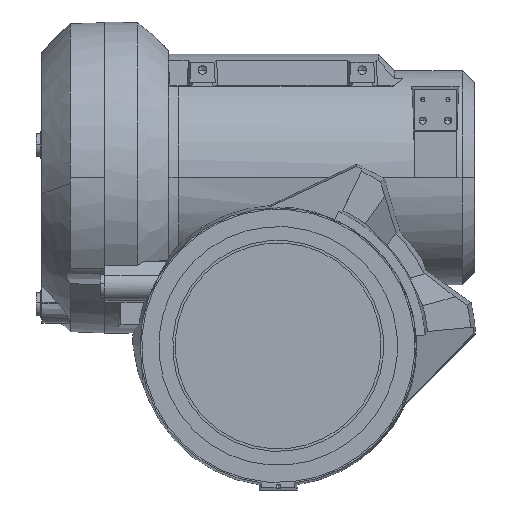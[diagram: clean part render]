
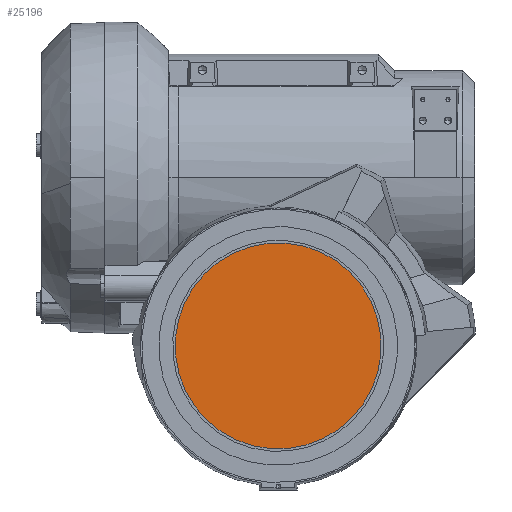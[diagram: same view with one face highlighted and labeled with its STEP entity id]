
A CAD part, front view. The second image highlights one B-rep face of the part: STEP entity #25196.
In plain terms, the highlighted planar face has unit normal (0, -1, 0).
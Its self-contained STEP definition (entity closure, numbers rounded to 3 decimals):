
#863 = CARTESIAN_POINT ( 'NONE',  ( 307.993, -284., 2181.91 ) ) ;
#1694 = AXIS2_PLACEMENT_3D ( 'NONE', #17804, #6113, #19606 ) ;
#1709 = CARTESIAN_POINT ( 'NONE',  ( 320., -284., 2060. ) ) ;
#3146 = DIRECTION ( 'NONE',  ( -0.995, 0., -0.098 ) ) ;
#3614 = CIRCLE ( 'NONE', #17670, 122.5 ) ;
#3981 = DIRECTION ( 'NONE',  ( 0.995, 0., 0.098 ) ) ;
#6113 = DIRECTION ( 'NONE',  ( 0., -1., 0. ) ) ;
#8326 = EDGE_CURVE ( 'NONE', #16956, #22420, #20754, .T. ) ;
#8913 = EDGE_CURVE ( 'NONE', #22420, #16956, #3614, .T. ) ;
#9131 = AXIS2_PLACEMENT_3D ( 'NONE', #863, #15350, #3146 ) ;
#15350 = DIRECTION ( 'NONE',  ( 0., 1., 0. ) ) ;
#15628 = CARTESIAN_POINT ( 'NONE',  ( 198.09, -284., 2047.993 ) ) ;
#16022 = DIRECTION ( 'NONE',  ( 0., -1., 0. ) ) ;
#16530 = CARTESIAN_POINT ( 'NONE',  ( 441.91, -284., 2072.007 ) ) ;
#16956 = VERTEX_POINT ( 'NONE', #16530 ) ;
#17670 = AXIS2_PLACEMENT_3D ( 'NONE', #1709, #16022, #3981 ) ;
#17804 = CARTESIAN_POINT ( 'NONE',  ( 320., -284., 2060. ) ) ;
#18192 = FACE_OUTER_BOUND ( 'NONE', #18775, .T. ) ;
#18775 = EDGE_LOOP ( 'NONE', ( #20390, #21480 ) ) ;
#18928 = PLANE ( 'NONE',  #9131 ) ;
#19606 = DIRECTION ( 'NONE',  ( 0.995, 0., 0.098 ) ) ;
#20390 = ORIENTED_EDGE ( 'NONE', *, *, #8326, .T. ) ;
#20754 = CIRCLE ( 'NONE', #1694, 122.5 ) ;
#21480 = ORIENTED_EDGE ( 'NONE', *, *, #8913, .T. ) ;
#22420 = VERTEX_POINT ( 'NONE', #15628 ) ;
#25196 = ADVANCED_FACE ( 'NONE', ( #18192 ), #18928, .F. ) ;
